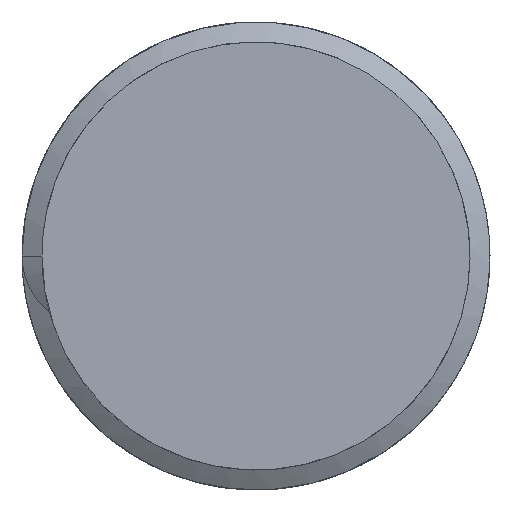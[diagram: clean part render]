
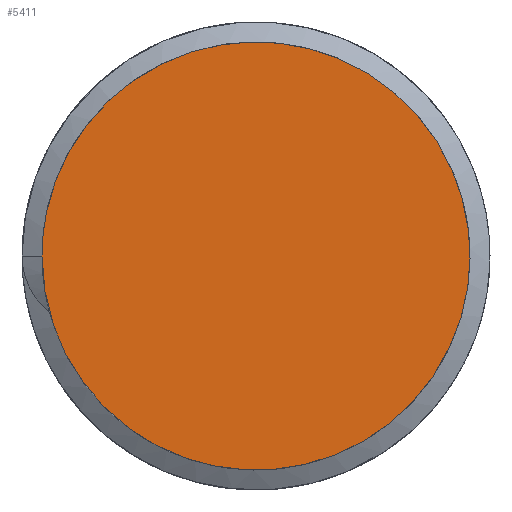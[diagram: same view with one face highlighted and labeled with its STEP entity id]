
A CAD part, left-side view. The second image highlights one B-rep face of the part: STEP entity #5411.
In plain terms, the highlighted free-form (B-spline) face has degree [1, 1] with [2, 2] control points.
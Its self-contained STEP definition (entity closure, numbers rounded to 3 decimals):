
#5376=CARTESIAN_POINT('',(0.,8.35,0.));
#5377=VERTEX_POINT('',#5376);
#5388=CARTESIAN_POINT('',(0.,8.35,0.));
#5389=CARTESIAN_POINT('',(0.,8.35,-8.35));
#5390=CARTESIAN_POINT('',(0.,0.,-8.35));
#5391=CARTESIAN_POINT('',(0.,-8.35,-8.35));
#5392=CARTESIAN_POINT('',(0.,-8.35,0.));
#5393=CARTESIAN_POINT('',(0.,-8.35,8.35));
#5394=CARTESIAN_POINT('',(0.,0.,8.35));
#5395=CARTESIAN_POINT('',(0.,8.35,8.35));
#5396=CARTESIAN_POINT('',(0.,8.35,0.));
#5397=(BOUNDED_CURVE()B_SPLINE_CURVE(2,(#5388,#5389,#5390,#5391,#5392,#5393,#5394,#5395,#5396),.CIRCULAR_ARC.,.T.,.U.)B_SPLINE_CURVE_WITH_KNOTS((3,2,2,2,3),(0.,0.25,0.5,0.75,1.),.UNSPECIFIED.)CURVE()GEOMETRIC_REPRESENTATION_ITEM()RATIONAL_B_SPLINE_CURVE((1.,0.707,1.,0.707,1.,0.707,1.,0.707,1.))REPRESENTATION_ITEM(''));
#5398=EDGE_CURVE('',#5377,#5377,#5397,.T.);
#5403=CARTESIAN_POINT('',(0.,-25.05,25.05));
#5404=CARTESIAN_POINT('',(0.,-25.05,-25.05));
#5405=CARTESIAN_POINT('',(0.,25.05,25.05));
#5406=CARTESIAN_POINT('',(0.,25.05,-25.05));
#5407=B_SPLINE_SURFACE_WITH_KNOTS('',1,1,((#5403,#5404),(#5405,#5406)),.PLANE_SURF.,.F.,.F.,.U.,(2,2),(2,2),(-1.,2.),(-1.,2.),.UNSPECIFIED.);
#5408=ORIENTED_EDGE('',*,*,#5398,.T.);
#5409=EDGE_LOOP('',(#5408));
#5410=FACE_OUTER_BOUND('',#5409,.T.);
#5411=ADVANCED_FACE('',(#5410),#5407,.T.);
